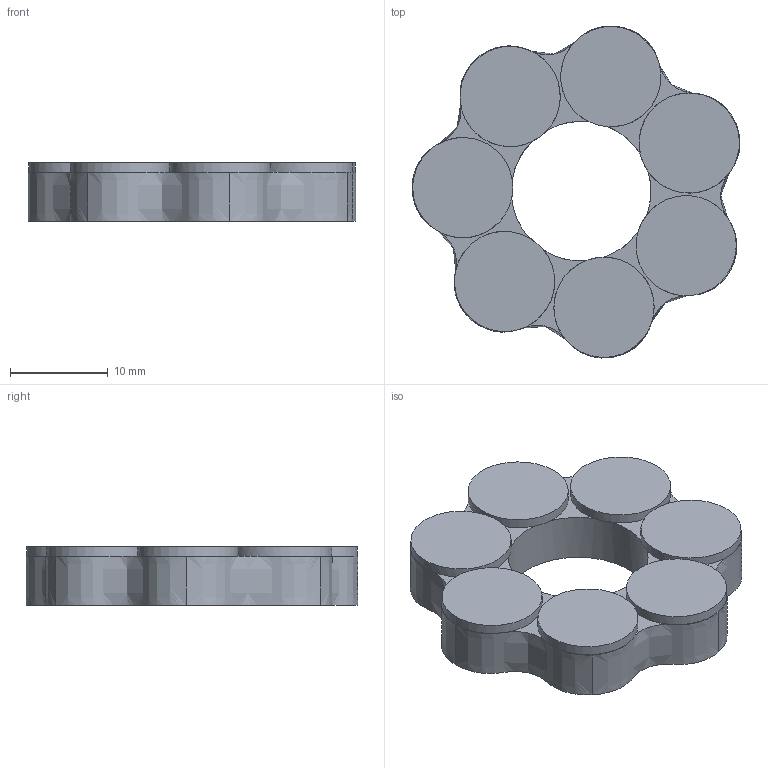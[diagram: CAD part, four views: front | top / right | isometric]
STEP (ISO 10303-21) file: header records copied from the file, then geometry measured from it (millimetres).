
FILE_DESCRIPTION(('FreeCAD Model'),'2;1');
FILE_NAME('Open CASCADE Shape Model','2022-01-06T13:07:49',('Author'),( ''),'Open CASCADE STEP processor 7.5','FreeCAD','Unknown');
FILE_SCHEMA(('AUTOMOTIVE_DESIGN { 1 0 10303 214 1 1 1 1 }'));
Length unit declared in the file: millimetre
Products named in the file (2): CycloidialDisk; hypocycloidgear3Dprinter
Assembly tree (1 placements, depth 2):
  CycloidialDisk
    hypocycloidgear3Dprinter
Bounding box: 33.52 x 33.96 x 6 mm (x, y, z)
Volume: 2800.7 mm3; surface area: 2956.9 mm2
Topology: 1 solids, 1 shells, 72 faces, 150 edges, 86 vertices
Faces by surface type: plane 50, cylinder 15, extrusion 7
Full cylindrical faces by diameter (mm): 6 x7, 10.25 x7, 14.3 x1
Entity records: 5732 total; most frequent: CARTESIAN_POINT 2612, DIRECTION 593, ORIENTED_EDGE 300, PCURVE 300, DEFINITIONAL_REPRESENTATION 300, VECTOR 201, LINE 194, CIRCLE 172
